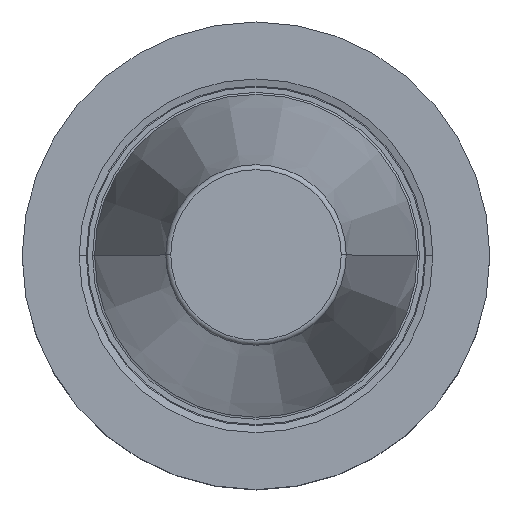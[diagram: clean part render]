
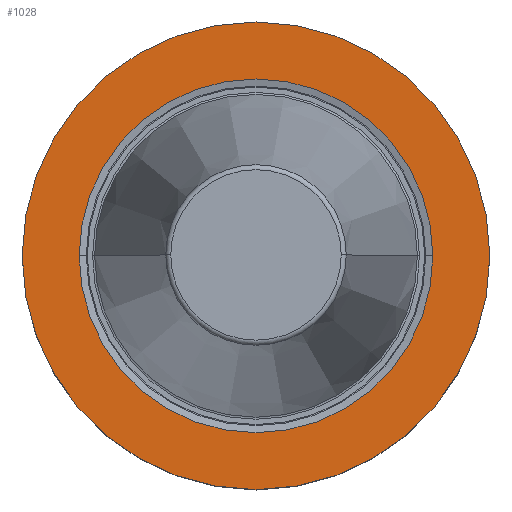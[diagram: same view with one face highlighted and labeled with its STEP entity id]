
A CAD part, top view. The second image highlights one B-rep face of the part: STEP entity #1028.
In plain terms, the highlighted planar face has unit normal (0, 0, 1).
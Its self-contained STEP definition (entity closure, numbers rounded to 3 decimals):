
#113=CARTESIAN_POINT('',(0.,0.,-2.));
#114=DIRECTION('',(0.,0.,-1.));
#115=DIRECTION('',(1.,0.,0.));
#116=AXIS2_PLACEMENT_3D('',#113,#114,#115);
#121=CARTESIAN_POINT('',(0.,0.,-2.));
#122=DIRECTION('',(0.,0.,1.));
#123=DIRECTION('',(1.,0.,0.));
#124=AXIS2_PLACEMENT_3D('',#121,#122,#123);
#129=CARTESIAN_POINT('',(0.,0.,-2.));
#130=DIRECTION('',(0.,0.,1.));
#131=DIRECTION('',(1.,0.,0.));
#132=AXIS2_PLACEMENT_3D('',#129,#130,#131);
#137=CARTESIAN_POINT('',(0.,0.,-2.));
#138=DIRECTION('',(0.,0.,1.));
#139=DIRECTION('',(-1.,0.,0.));
#140=AXIS2_PLACEMENT_3D('',#137,#138,#139);
#853=CARTESIAN_POINT('',(23.,0.,-2.));
#854=CARTESIAN_POINT('',(-23.,0.,-2.));
#855=VERTEX_POINT('',#853);
#856=VERTEX_POINT('',#854);
#915=CARTESIAN_POINT('',(17.396,0.,-2.));
#916=VERTEX_POINT('',#915);
#919=CARTESIAN_POINT('',(-17.396,0.,-2.));
#920=VERTEX_POINT('',#919);
#1013=CARTESIAN_POINT('',(0.,0.,-2.));
#1014=DIRECTION('',(0.,0.,-1.));
#1015=DIRECTION('',(-1.,0.,0.));
#1016=AXIS2_PLACEMENT_3D('',#1013,#1014,#1015);
#1017=PLANE('',#1016);
#1018=ORIENTED_EDGE('',*,*,#934,.T.);
#1019=ORIENTED_EDGE('',*,*,#993,.F.);
#1020=EDGE_LOOP('',(#1018,#1019));
#1021=FACE_OUTER_BOUND('',#1020,.F.);
#1023=ORIENTED_EDGE('',*,*,#1022,.T.);
#1025=ORIENTED_EDGE('',*,*,#1024,.T.);
#1026=EDGE_LOOP('',(#1023,#1025));
#1027=FACE_BOUND('',#1026,.F.);
#117=CIRCLE('',#116,23.);
#125=CIRCLE('',#124,23.);
#133=CIRCLE('',#132,17.396);
#141=CIRCLE('',#140,17.396);
#934=EDGE_CURVE('',#855,#856,#117,.T.);
#993=EDGE_CURVE('',#855,#856,#125,.T.);
#1022=EDGE_CURVE('',#916,#920,#133,.T.);
#1024=EDGE_CURVE('',#920,#916,#141,.T.);
#1028=ADVANCED_FACE('',(#1021,#1027),#1017,.F.);
